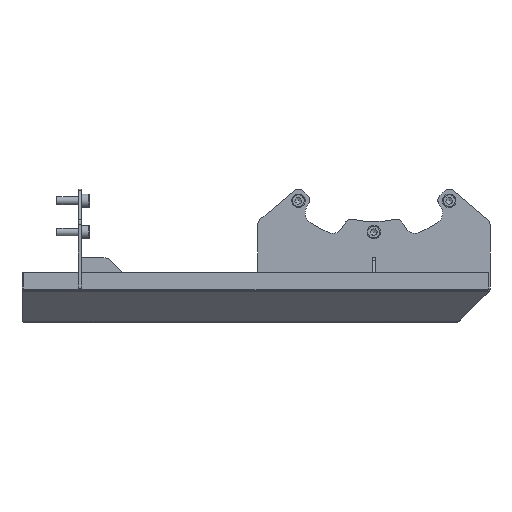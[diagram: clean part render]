
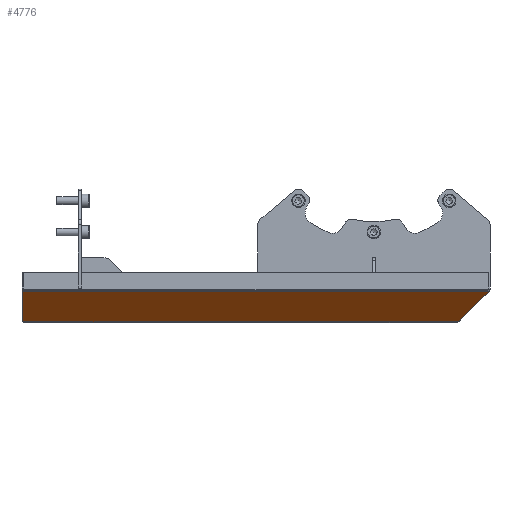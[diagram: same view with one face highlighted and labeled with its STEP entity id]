
A CAD part, front view. The second image highlights one B-rep face of the part: STEP entity #4776.
In plain terms, the highlighted planar face has unit normal (0, -0.707, -0.707).
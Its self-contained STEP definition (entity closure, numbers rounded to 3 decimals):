
#445=FACE_OUTER_BOUND('',#694,.T.);
#694=EDGE_LOOP('',(#3047,#3048,#3049,#3050,#3051,#3052));
#973=ELLIPSE('',#5061,2.828,2.);
#992=LINE('',#6847,#1414);
#993=LINE('',#6849,#1415);
#1014=LINE('',#6943,#1436);
#1015=LINE('',#6945,#1437);
#1016=LINE('',#6947,#1438);
#1414=VECTOR('',#5520,10.);
#1415=VECTOR('',#5521,10.);
#1436=VECTOR('',#5572,10.);
#1437=VECTOR('',#5573,10.);
#1438=VECTOR('',#5574,10.);
#1835=VERTEX_POINT('',#6835);
#1838=VERTEX_POINT('',#6846);
#1839=VERTEX_POINT('',#6848);
#1865=VERTEX_POINT('',#6935);
#1868=VERTEX_POINT('',#6944);
#1869=VERTEX_POINT('',#6946);
#2304=EDGE_CURVE('',#1835,#1838,#992,.T.);
#2305=EDGE_CURVE('',#1838,#1839,#993,.T.);
#2337=EDGE_CURVE('',#1865,#1835,#1014,.T.);
#2338=EDGE_CURVE('',#1865,#1868,#1015,.T.);
#2339=EDGE_CURVE('',#1868,#1869,#1016,.T.);
#2340=EDGE_CURVE('',#1869,#1839,#973,.T.);
#3047=ORIENTED_EDGE('',*,*,#2305,.F.);
#3048=ORIENTED_EDGE('',*,*,#2304,.F.);
#3049=ORIENTED_EDGE('',*,*,#2337,.F.);
#3050=ORIENTED_EDGE('',*,*,#2338,.T.);
#3051=ORIENTED_EDGE('',*,*,#2339,.T.);
#3052=ORIENTED_EDGE('',*,*,#2340,.T.);
#4397=PLANE('',#5060);
#4776=ADVANCED_FACE('',(#445),#4397,.T.);
#5060=AXIS2_PLACEMENT_3D('',#6942,#5570,#5571);
#5061=AXIS2_PLACEMENT_3D('',#6948,#5575,#5576);
#5520=DIRECTION('',(-1.,0.,0.));
#5521=DIRECTION('',(-1.,0.,0.));
#5570=DIRECTION('center_axis',(0.,-0.707,-0.707));
#5571=DIRECTION('ref_axis',(1.,0.,0.));
#5572=DIRECTION('',(-0.577,0.577,-0.577));
#5573=DIRECTION('',(-1.,0.,0.));
#5574=DIRECTION('',(0.,0.707,-0.707));
#5575=DIRECTION('center_axis',(0.,-0.707,-0.707));
#5576=DIRECTION('ref_axis',(0.,-0.707,0.707));
#6835=CARTESIAN_POINT('',(53.5,-238.5,0.586));
#6846=CARTESIAN_POINT('',(50.964,-238.5,0.586));
#6847=CARTESIAN_POINT('',(73.5,-238.5,0.586));
#6848=CARTESIAN_POINT('',(-222.014,-238.5,0.586));
#6849=CARTESIAN_POINT('',(-220.6,-238.5,0.586));
#6935=CARTESIAN_POINT('',(72.914,-257.914,20.));
#6942=CARTESIAN_POINT('Origin',(-220.6,-238.5,0.586));
#6943=CARTESIAN_POINT('',(24.093,-209.093,-28.821));
#6944=CARTESIAN_POINT('',(-222.6,-257.914,20.));
#6945=CARTESIAN_POINT('',(73.5,-257.914,20.));
#6946=CARTESIAN_POINT('',(-222.6,-239.914,2.));
#6947=CARTESIAN_POINT('',(-222.6,-228.979,-8.936));
#6948=CARTESIAN_POINT('Origin',(-220.6,-239.914,2.));
